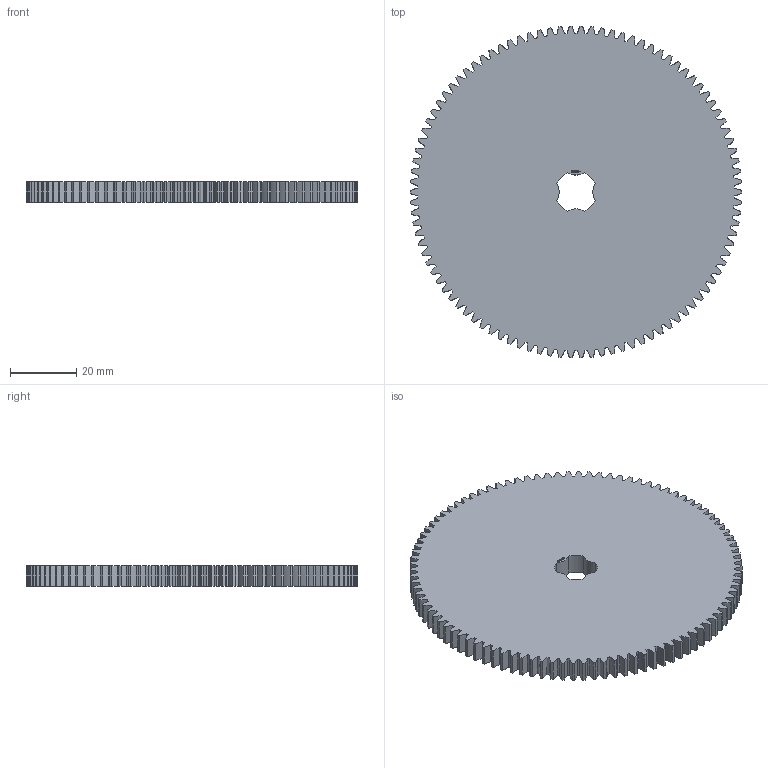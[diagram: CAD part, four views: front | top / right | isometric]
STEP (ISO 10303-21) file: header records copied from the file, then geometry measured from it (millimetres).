
FILE_DESCRIPTION(('FreeCAD Model'),'2;1');
FILE_NAME('Open CASCADE Shape Model','2024-03-11T23:49:32',(''),(''), 'Open CASCADE STEP processor 7.6','FreeCAD','Unknown');
FILE_SCHEMA(('AUTOMOTIVE_DESIGN { 1 0 10303 214 1 1 1 1 }'));
Products named in the file (1): Gear Wheel PLN TTH98 BU00.50 SFT-SHD - SPN-GWH-0370 (stemfie.org)
Bounding box: 100 x 99.97 x 6.25 mm (x, y, z)
Volume: 46324.8 mm3; surface area: 18949.2 mm2
Topology: 1 solids, 1 shells, 865 faces, 2499 edges, 1666 vertices
Faces by surface type: extrusion 540, plane 317, cylinder 8
Entity records: 85130 total; most frequent: CARTESIAN_POINT 33079, DIRECTION 6545, VECTOR 5845, LINE 5305, ORIENTED_EDGE 4998, PCURVE 4998, DEFINITIONAL_REPRESENTATION 4998, B_SPLINE_CURVE_WITH_KNOTS 2700
